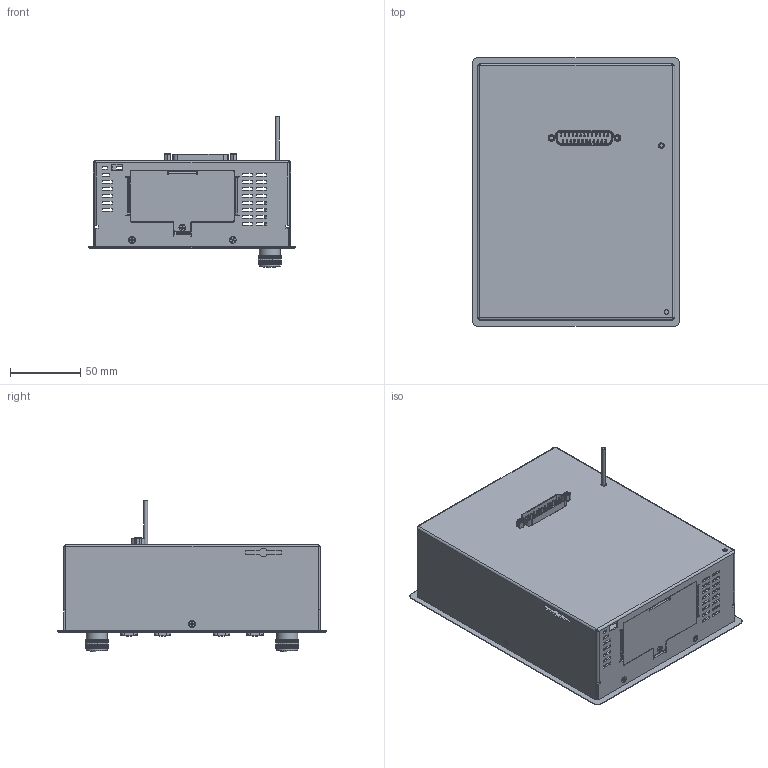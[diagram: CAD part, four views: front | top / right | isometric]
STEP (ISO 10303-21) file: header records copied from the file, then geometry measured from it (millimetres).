
FILE_DESCRIPTION(/* description */ (''),/* implementation_level */ '2;1');
FILE_NAME(/* name */ 'TLX-6824-KB-001.stp',/* time_stamp */ '2013-05-03T11:00:38+02:00',/* author */ (''),/* organization */ (''),/* preprocessor_version */ 'ST-DEVELOPER v11',/* originating_system */ 'SIEMENS PLM Software NX 7.5',/* authorisation */ '');
FILE_SCHEMA (('AUTOMOTIVE_DESIGN { 1 0 10303 214 1 1 1 1 }'));
Products named in the file (1): somm66D27rrw
Bounding box: 148 x 192 x 107.92 mm (x, y, z)
Volume: 319422.6 mm3; surface area: 251625.8 mm2
Topology: 23 solids, 23 shells, 4205 faces, 11541 edges, 7502 vertices
Faces by surface type: plane 3029, cylinder 910, bspline 148, cone 67, sphere 30, torus 21
Full cylindrical faces by diameter (mm): 1.567 x4, 2.013 x13, 2.459 x8, 2.5 x9, 2.7 x2, 2.75 x2, 2.8 x3, 3 x2, 3.2 x1, 3.5 x4, 4 x2, 4.3 x1, 4.4 x2, 4.7 x1, 4.8 x7, 6.3 x1, 7.2 x2, 7.8 x2, 9.2 x2, 9.5 x2, 15.2 x4, 15.5 x2, 17.6 x2, 18 x2
Entity records: 145108 total; most frequent: CARTESIAN_POINT 38193, ORIENTED_EDGE 22624, DIRECTION 20709, EDGE_CURVE 11312, LINE 9079, VECTOR 9079, VERTEX_POINT 7453, AXIS2_PLACEMENT_3D 5815
